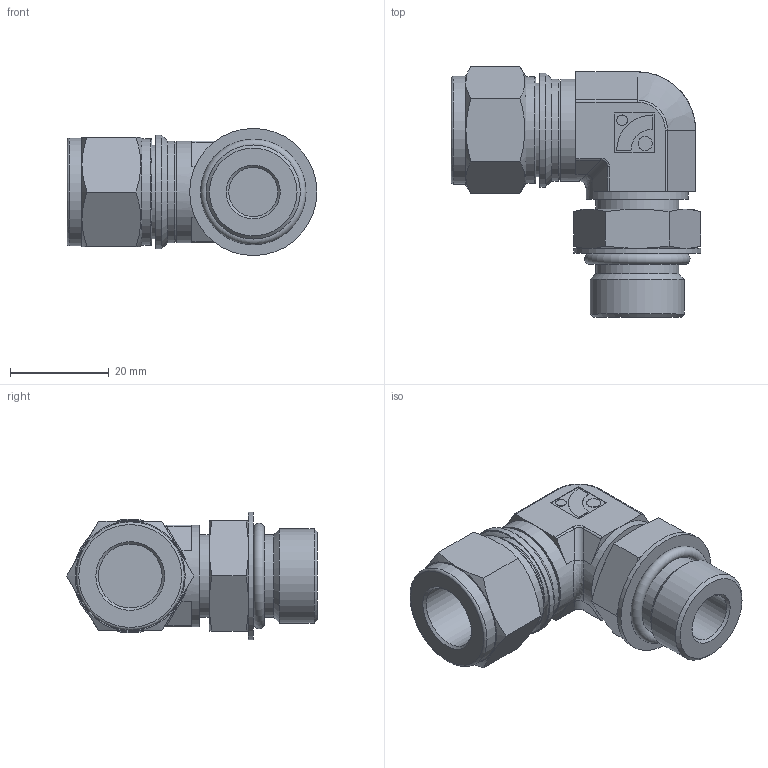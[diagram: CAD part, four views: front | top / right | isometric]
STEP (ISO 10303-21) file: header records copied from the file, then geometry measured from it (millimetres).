
FILE_DESCRIPTION(/* description */ (''),/* implementation_level */ '2;1');
FILE_NAME(/* name */ 'SPMEI-8-8U.stp',/* time_stamp */ '2022-05-31T08:23:33+09:00',/* author */ ('user'),/* organization */ (''),/* preprocessor_version */ 'ST-DEVELOPER v18.1',/* originating_system */ 'Autodesk Inventor 2022',/* authorisation */ '');
FILE_SCHEMA (('AUTOMOTIVE_DESIGN { 1 0 10303 214 3 1 1 }'));
Length unit declared in the file: millimetre
Products named in the file (1): SPMEI-8-8U
Bounding box: 50.45 x 50.63 x 25.7 mm (x, y, z)
Volume: 21882.4 mm3; surface area: 9605.8 mm2
Topology: 2 solids, 2 shells, 134 faces, 287 edges, 173 vertices
Faces by surface type: plane 58, cylinder 33, cone 33, torus 7, bspline 3
Full cylindrical faces by diameter (mm): 2.16 x1, 2.88 x1, 9.9 x1, 12.9 x1, 12.904 x1, 16.7 x2, 16.9 x1, 17.2 x1, 17.7 x1, 18.9 x1, 19 x1, 20.6 x3, 21.5 x1, 21.8 x1, 23 x1, 25.7 x1
Entity records: 3680 total; most frequent: CARTESIAN_POINT 756, DIRECTION 632, ORIENTED_EDGE 574, EDGE_CURVE 287, AXIS2_PLACEMENT_3D 255, VERTEX_POINT 173, EDGE_LOOP 152, FACE_OUTER_BOUND 134
